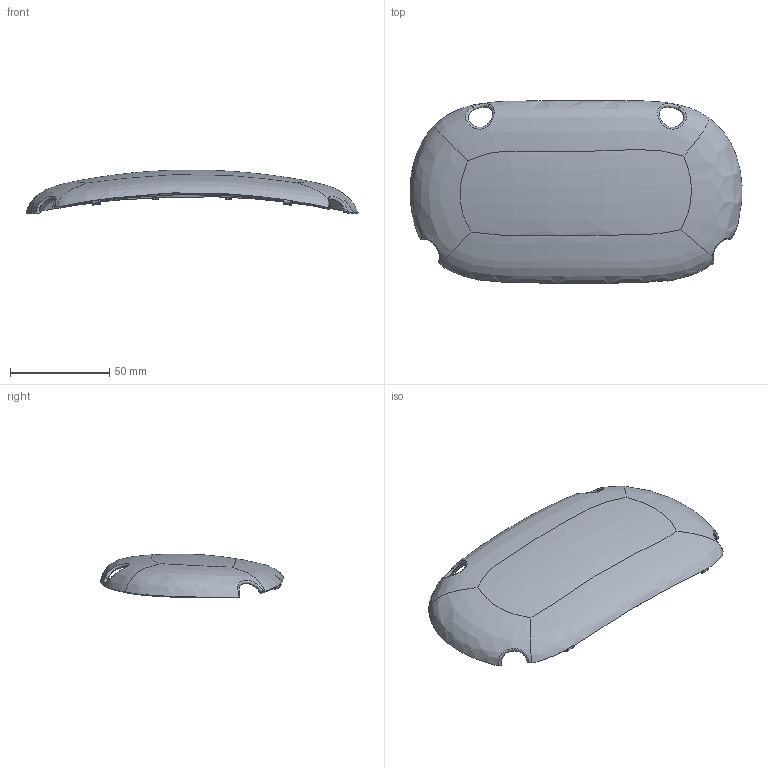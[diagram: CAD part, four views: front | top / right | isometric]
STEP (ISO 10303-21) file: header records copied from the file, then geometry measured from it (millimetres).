
FILE_DESCRIPTION(/* description */ (''),/* implementation_level */ '2;1');
FILE_NAME(/* name */ 'quest2_front_cover.step',/* time_stamp */ '2020-11-05T22:07:54+09:00',/* author */ (''),/* organization */ (''),/* preprocessor_version */ 'ST-DEVELOPER v18.1',/* originating_system */ 'Autodesk Translation Framework v9.3.0.1241',/* authorisation */ '');
FILE_SCHEMA (('AUTOMOTIVE_DESIGN { 1 0 10303 214 3 1 1 }'));
Length unit declared in the file: millimetre
Products named in the file (1): quest2_front_re
Bounding box: 167.57 x 92.34 x 22.16 mm (x, y, z)
Volume: 22531.7 mm3; surface area: 30875.9 mm2
Topology: 1 solids, 1 shells, 75 faces, 237 edges, 164 vertices
Faces by surface type: bspline 67, plane 8
Entity records: 21563 total; most frequent: CARTESIAN_POINT 20013, ORIENTED_EDGE 476, EDGE_CURVE 238, B_SPLINE_CURVE_WITH_KNOTS 186, VERTEX_POINT 164, EDGE_LOOP 79, FACE_OUTER_BOUND 75, ADVANCED_FACE 75
